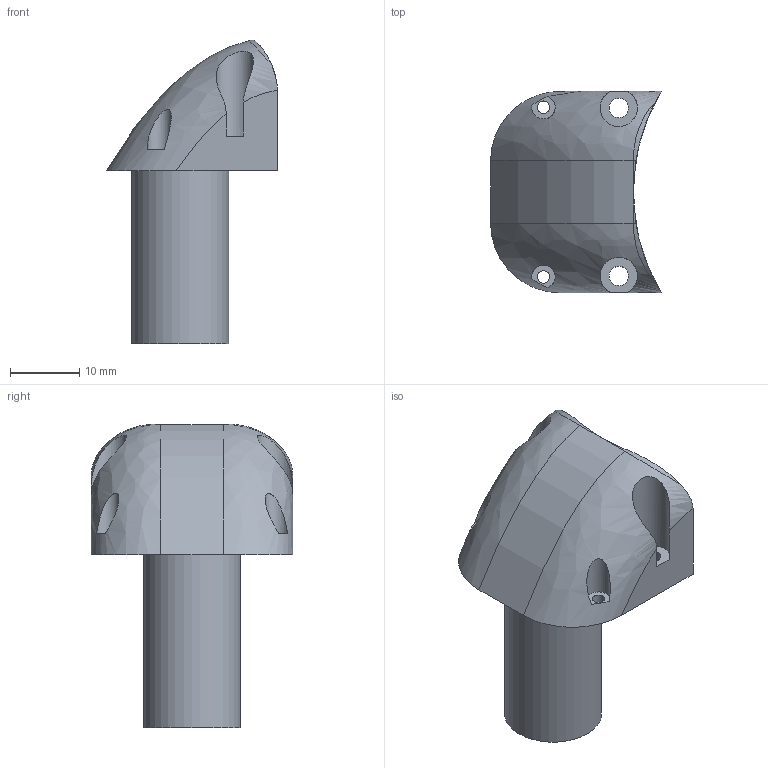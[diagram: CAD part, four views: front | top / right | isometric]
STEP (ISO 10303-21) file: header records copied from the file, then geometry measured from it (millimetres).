
FILE_DESCRIPTION(/* description */ ('STEP AP242','CAx-IF Rec.Pracs.---Representation and Presentation of Product Manufacturing Information (PMI)---4.0---2014-10-13','CAx-IF Rec.Pracs.---3D Tessellated Geometry---0.4---2014-09-14','2;1'),/* implementation_level */ '2;1');
FILE_NAME(/* name */ 'Structure - Part 3',/* time_stamp */ '2024-08-28T18:38:58Z',/* author */ (''),/* organization */ (''),/* preprocessor_version */ 'ST-DEVELOPER v20',/* originating_system */ ' ',/* authorisation */ ' ');
FILE_SCHEMA (('AP242_MANAGED_MODEL_BASED_3D_ENGINEERING_MIM_LF { 1 0 10303 442 1 1 4 }'));
Length unit declared in the file: metre
Products named in the file (1): Part 3
Bounding box: 24.64 x 29.06 x 43.86 mm (x, y, z)
Volume: 10118.6 mm3; surface area: 3809 mm2
Topology: 1 solids, 1 shells, 25 faces, 57 edges, 37 vertices
Faces by surface type: cylinder 10, plane 8, bspline 7
Full cylindrical faces by diameter (mm): 1.8 x2, 2.8 x2, 14 x1
Entity records: 912 total; most frequent: CARTESIAN_POINT 375, ORIENTED_EDGE 104, DIRECTION 89, EDGE_CURVE 52, EDGE_LOOP 41, FACE_BOUND 41, AXIS2_PLACEMENT_3D 38, VERTEX_POINT 37
